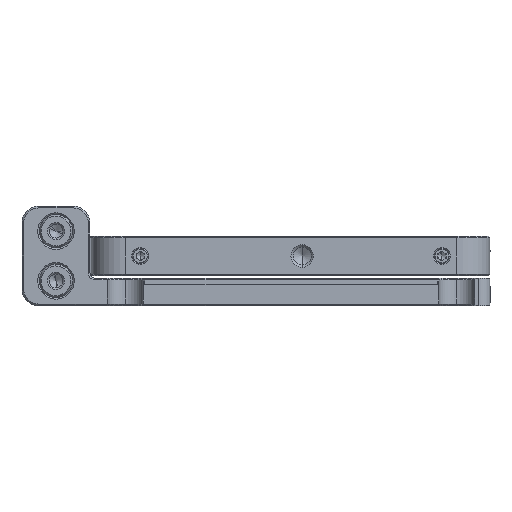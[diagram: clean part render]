
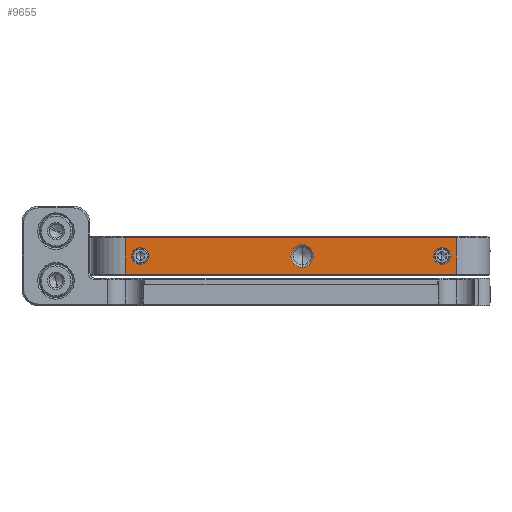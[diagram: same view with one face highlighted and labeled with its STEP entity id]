
A CAD part, left-side view. The second image highlights one B-rep face of the part: STEP entity #9655.
In plain terms, the highlighted planar face has unit normal (-1, 0, 0).
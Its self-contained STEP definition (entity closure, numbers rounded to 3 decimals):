
#425 = VERTEX_POINT ( 'NONE', #28185 ) ;
#748 = CARTESIAN_POINT ( 'NONE',  ( -41.474, 35.203, 3.6 ) ) ;
#930 = VERTEX_POINT ( 'NONE', #31999 ) ;
#1369 = EDGE_CURVE ( 'NONE', #11333, #21365, #5171, .T. ) ;
#1414 = CIRCLE ( 'NONE', #3565, 1.525 ) ;
#1730 = EDGE_CURVE ( 'NONE', #2309, #425, #13164, .T. ) ;
#2309 = VERTEX_POINT ( 'NONE', #24452 ) ;
#3565 = AXIS2_PLACEMENT_3D ( 'NONE', #14640, #4184, #18271 ) ;
#4131 = FACE_BOUND ( 'NONE', #30570, .T. ) ;
#4184 = DIRECTION ( 'NONE',  ( -1., 0., 0. ) ) ;
#4185 = ORIENTED_EDGE ( 'NONE', *, *, #21460, .T. ) ;
#5171 = CIRCLE ( 'NONE', #10974, 1.525 ) ;
#5665 = CARTESIAN_POINT ( 'NONE',  ( -41.474, -2.797, 0. ) ) ;
#6078 = LINE ( 'NONE', #17201, #8639 ) ;
#6102 = CARTESIAN_POINT ( 'NONE',  ( -41.474, -28.097, 1.525 ) ) ;
#6363 = CIRCLE ( 'NONE', #20157, 1.525 ) ;
#7367 = AXIS2_PLACEMENT_3D ( 'NONE', #5665, #15901, #37228 ) ;
#7524 = FACE_BOUND ( 'NONE', #37138, .T. ) ;
#7743 = DIRECTION ( 'NONE',  ( 0., 1., 0. ) ) ;
#7969 = VECTOR ( 'NONE', #23104, 1000. ) ;
#8287 = LINE ( 'NONE', #42158, #31912 ) ;
#8639 = VECTOR ( 'NONE', #20168, 1000. ) ;
#9118 = VERTEX_POINT ( 'NONE', #33767 ) ;
#9378 = DIRECTION ( 'NONE',  ( -1., 0., 0. ) ) ;
#9655 = ADVANCED_FACE ( 'NONE', ( #14808, #7524, #4131, #17988 ), #21854, .F. ) ;
#10142 = ORIENTED_EDGE ( 'NONE', *, *, #11444, .F. ) ;
#10375 = EDGE_CURVE ( 'NONE', #930, #14970, #42161, .T. ) ;
#10974 = AXIS2_PLACEMENT_3D ( 'NONE', #40044, #36184, #42995 ) ;
#11026 = VERTEX_POINT ( 'NONE', #37473 ) ;
#11039 = CARTESIAN_POINT ( 'NONE',  ( -41.474, 35.203, -3.3 ) ) ;
#11333 = VERTEX_POINT ( 'NONE', #30157 ) ;
#11374 = EDGE_CURVE ( 'NONE', #15417, #930, #6078, .T. ) ;
#11444 = EDGE_CURVE ( 'NONE', #425, #2309, #28942, .T. ) ;
#13164 = CIRCLE ( 'NONE', #7367, 2.025 ) ;
#13424 = CARTESIAN_POINT ( 'NONE',  ( -41.474, 29.203, 3.3 ) ) ;
#14484 = AXIS2_PLACEMENT_3D ( 'NONE', #34235, #33996, #44888 ) ;
#14640 = CARTESIAN_POINT ( 'NONE',  ( -41.474, -28.097, 0. ) ) ;
#14808 = FACE_BOUND ( 'NONE', #33506, .T. ) ;
#14970 = VERTEX_POINT ( 'NONE', #40530 ) ;
#15417 = VERTEX_POINT ( 'NONE', #13424 ) ;
#15487 = ORIENTED_EDGE ( 'NONE', *, *, #33628, .T. ) ;
#15619 = LINE ( 'NONE', #43312, #7969 ) ;
#15683 = EDGE_LOOP ( 'NONE', ( #15487, #4185, #37869, #42260 ) ) ;
#15901 = DIRECTION ( 'NONE',  ( -1., 0., 0. ) ) ;
#16166 = EDGE_CURVE ( 'NONE', #21365, #11333, #41309, .T. ) ;
#17201 = CARTESIAN_POINT ( 'NONE',  ( -41.474, 29.203, 3.6 ) ) ;
#17988 = FACE_OUTER_BOUND ( 'NONE', #15683, .T. ) ;
#18271 = DIRECTION ( 'NONE',  ( 0., 0., 1. ) ) ;
#19419 = ORIENTED_EDGE ( 'NONE', *, *, #23799, .F. ) ;
#19828 = CARTESIAN_POINT ( 'NONE',  ( -41.474, -28.097, 0. ) ) ;
#20157 = AXIS2_PLACEMENT_3D ( 'NONE', #19828, #9378, #30933 ) ;
#20168 = DIRECTION ( 'NONE',  ( 0., 0., -1. ) ) ;
#20766 = ORIENTED_EDGE ( 'NONE', *, *, #31642, .F. ) ;
#20945 = DIRECTION ( 'NONE',  ( 1., 0., 0. ) ) ;
#21365 = VERTEX_POINT ( 'NONE', #44201 ) ;
#21460 = EDGE_CURVE ( 'NONE', #9118, #15417, #8287, .T. ) ;
#21854 = PLANE ( 'NONE',  #27324 ) ;
#22156 = DIRECTION ( 'NONE',  ( 0., 1., 0. ) ) ;
#22418 = ORIENTED_EDGE ( 'NONE', *, *, #1369, .F. ) ;
#23104 = DIRECTION ( 'NONE',  ( 0., 0., 1. ) ) ;
#23799 = EDGE_CURVE ( 'NONE', #11026, #25308, #1414, .T. ) ;
#24452 = CARTESIAN_POINT ( 'NONE',  ( -41.474, -2.797, -2.025 ) ) ;
#25308 = VERTEX_POINT ( 'NONE', #6102 ) ;
#26758 = AXIS2_PLACEMENT_3D ( 'NONE', #30622, #34693, #44463 ) ;
#27324 = AXIS2_PLACEMENT_3D ( 'NONE', #748, #20945, #7743 ) ;
#28185 = CARTESIAN_POINT ( 'NONE',  ( -41.474, -2.797, 2.025 ) ) ;
#28942 = CIRCLE ( 'NONE', #26758, 2.025 ) ;
#29867 = ORIENTED_EDGE ( 'NONE', *, *, #16166, .F. ) ;
#30157 = CARTESIAN_POINT ( 'NONE',  ( -41.474, 26.503, -1.525 ) ) ;
#30570 = EDGE_LOOP ( 'NONE', ( #29867, #22418 ) ) ;
#30622 = CARTESIAN_POINT ( 'NONE',  ( -41.474, -2.797, 0. ) ) ;
#30933 = DIRECTION ( 'NONE',  ( 0., 0., 1. ) ) ;
#31642 = EDGE_CURVE ( 'NONE', #25308, #11026, #6363, .T. ) ;
#31912 = VECTOR ( 'NONE', #22156, 1000. ) ;
#31999 = CARTESIAN_POINT ( 'NONE',  ( -41.474, 29.203, -3.3 ) ) ;
#32502 = VECTOR ( 'NONE', #37318, 1000. ) ;
#33506 = EDGE_LOOP ( 'NONE', ( #10142, #44135 ) ) ;
#33628 = EDGE_CURVE ( 'NONE', #14970, #9118, #15619, .T. ) ;
#33767 = CARTESIAN_POINT ( 'NONE',  ( -41.474, -30.797, 3.3 ) ) ;
#33996 = DIRECTION ( 'NONE',  ( -1., 0., 0. ) ) ;
#34235 = CARTESIAN_POINT ( 'NONE',  ( -41.474, 26.503, 0. ) ) ;
#34693 = DIRECTION ( 'NONE',  ( -1., 0., 0. ) ) ;
#36184 = DIRECTION ( 'NONE',  ( -1., 0., 0. ) ) ;
#37138 = EDGE_LOOP ( 'NONE', ( #20766, #19419 ) ) ;
#37228 = DIRECTION ( 'NONE',  ( 0., 0., 1. ) ) ;
#37318 = DIRECTION ( 'NONE',  ( 0., -1., 0. ) ) ;
#37473 = CARTESIAN_POINT ( 'NONE',  ( -41.474, -28.097, -1.525 ) ) ;
#37869 = ORIENTED_EDGE ( 'NONE', *, *, #11374, .T. ) ;
#40044 = CARTESIAN_POINT ( 'NONE',  ( -41.474, 26.503, 0. ) ) ;
#40530 = CARTESIAN_POINT ( 'NONE',  ( -41.474, -30.797, -3.3 ) ) ;
#41309 = CIRCLE ( 'NONE', #14484, 1.525 ) ;
#42158 = CARTESIAN_POINT ( 'NONE',  ( -41.474, 29.203, 3.3 ) ) ;
#42161 = LINE ( 'NONE', #11039, #32502 ) ;
#42260 = ORIENTED_EDGE ( 'NONE', *, *, #10375, .T. ) ;
#42995 = DIRECTION ( 'NONE',  ( 0., 0., 1. ) ) ;
#43312 = CARTESIAN_POINT ( 'NONE',  ( -41.474, -30.797, 3.6 ) ) ;
#44135 = ORIENTED_EDGE ( 'NONE', *, *, #1730, .F. ) ;
#44201 = CARTESIAN_POINT ( 'NONE',  ( -41.474, 26.503, 1.525 ) ) ;
#44463 = DIRECTION ( 'NONE',  ( 0., 0., 1. ) ) ;
#44888 = DIRECTION ( 'NONE',  ( 0., 0., 1. ) ) ;
